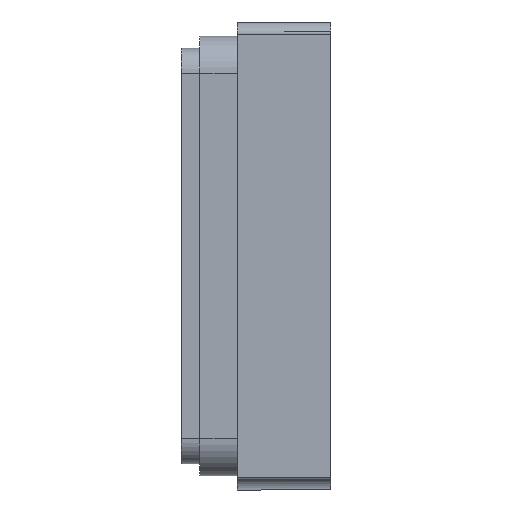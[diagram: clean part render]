
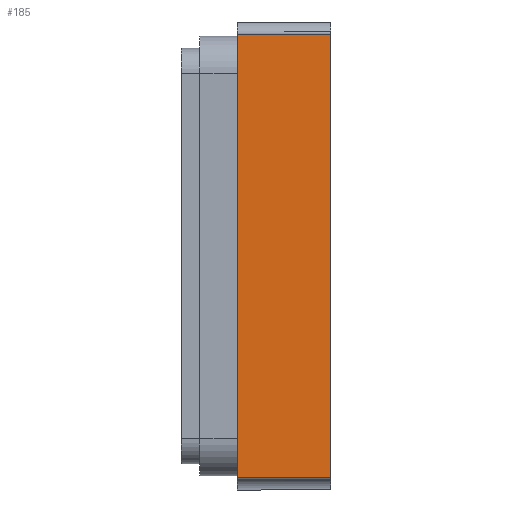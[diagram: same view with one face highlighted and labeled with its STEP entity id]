
A CAD part, left-side view. The second image highlights one B-rep face of the part: STEP entity #185.
In plain terms, the highlighted planar face has unit normal (-1, 0, 0).
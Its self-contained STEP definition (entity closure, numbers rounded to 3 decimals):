
#156 = VERTEX_POINT ( 'NONE', #1150 ) ;
#185 = ADVANCED_FACE ( 'NONE', ( #344 ), #1440, .F. ) ;
#283 = AXIS2_PLACEMENT_3D ( 'NONE', #3218, #464, #2261 ) ;
#294 = VECTOR ( 'NONE', #1206, 1000. ) ;
#344 = FACE_OUTER_BOUND ( 'NONE', #3002, .T. ) ;
#360 = EDGE_CURVE ( 'NONE', #1906, #2096, #2377, .T. ) ;
#405 = EDGE_CURVE ( 'NONE', #156, #1906, #2665, .T. ) ;
#464 = DIRECTION ( 'NONE',  ( 1., 0., 0. ) ) ;
#484 = DIRECTION ( 'NONE',  ( 0., 0., 1. ) ) ;
#524 = VERTEX_POINT ( 'NONE', #1133 ) ;
#573 = ORIENTED_EDGE ( 'NONE', *, *, #360, .F. ) ;
#926 = CARTESIAN_POINT ( 'NONE',  ( -1.6, 0.8, -1.185 ) ) ;
#1133 = CARTESIAN_POINT ( 'NONE',  ( -1.6, 0., -1.185 ) ) ;
#1150 = CARTESIAN_POINT ( 'NONE',  ( -1.6, 0.5, -1.185 ) ) ;
#1206 = DIRECTION ( 'NONE',  ( 0., -1., 0. ) ) ;
#1236 = CARTESIAN_POINT ( 'NONE',  ( -1.6, 0.8, 1.185 ) ) ;
#1352 = VECTOR ( 'NONE', #1402, 1000. ) ;
#1394 = CARTESIAN_POINT ( 'NONE',  ( -1.6, 0., 1.185 ) ) ;
#1402 = DIRECTION ( 'NONE',  ( 0., -1., 0. ) ) ;
#1440 = PLANE ( 'NONE',  #283 ) ;
#1659 = ORIENTED_EDGE ( 'NONE', *, *, #3163, .T. ) ;
#1776 = LINE ( 'NONE', #1827, #3037 ) ;
#1810 = EDGE_CURVE ( 'NONE', #524, #2096, #1776, .T. ) ;
#1827 = CARTESIAN_POINT ( 'NONE',  ( -1.6, 0., 1.185 ) ) ;
#1906 = VERTEX_POINT ( 'NONE', #3063 ) ;
#2027 = LINE ( 'NONE', #926, #1352 ) ;
#2096 = VERTEX_POINT ( 'NONE', #1394 ) ;
#2261 = DIRECTION ( 'NONE',  ( 0., 0., -1. ) ) ;
#2377 = LINE ( 'NONE', #1236, #294 ) ;
#2491 = VECTOR ( 'NONE', #2593, 1000. ) ;
#2564 = CARTESIAN_POINT ( 'NONE',  ( -1.6, 0.5, -1.185 ) ) ;
#2581 = ORIENTED_EDGE ( 'NONE', *, *, #1810, .T. ) ;
#2593 = DIRECTION ( 'NONE',  ( 0., 0., 1. ) ) ;
#2665 = LINE ( 'NONE', #2564, #2491 ) ;
#2878 = ORIENTED_EDGE ( 'NONE', *, *, #405, .F. ) ;
#3002 = EDGE_LOOP ( 'NONE', ( #2878, #1659, #2581, #573 ) ) ;
#3037 = VECTOR ( 'NONE', #484, 1000. ) ;
#3063 = CARTESIAN_POINT ( 'NONE',  ( -1.6, 0.5, 1.185 ) ) ;
#3163 = EDGE_CURVE ( 'NONE', #156, #524, #2027, .T. ) ;
#3218 = CARTESIAN_POINT ( 'NONE',  ( -1.6, 0.8, 1.185 ) ) ;
